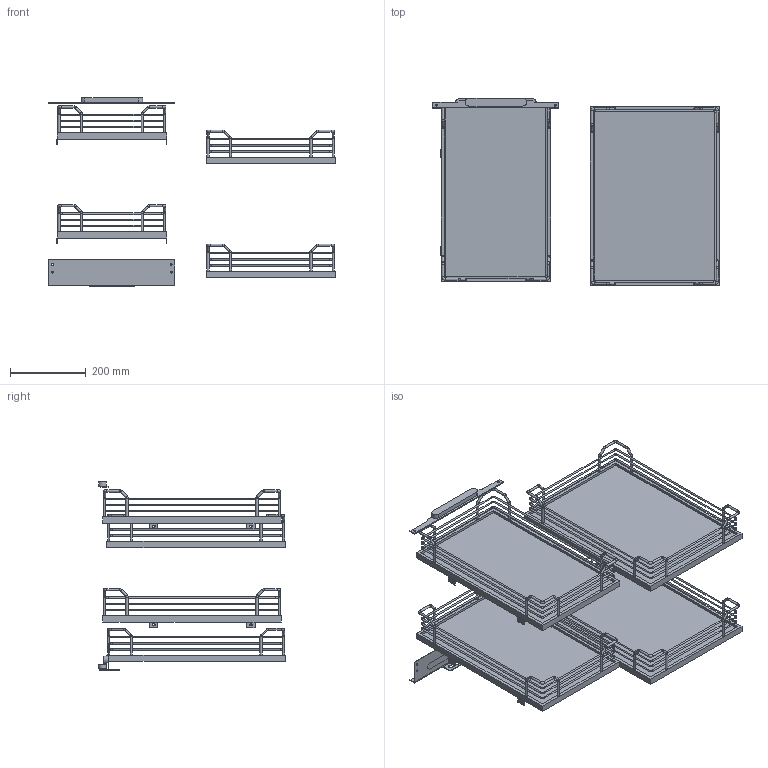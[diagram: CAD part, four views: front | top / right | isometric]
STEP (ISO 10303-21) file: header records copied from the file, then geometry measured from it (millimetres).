
FILE_DESCRIPTION(/* description */ (''),/* implementation_level */ '2;1');
FILE_NAME(/* name */ '3D_300-0595-XX.sat.ipt.stp',/* time_stamp */ '2022-07-18T16:47:17+02:00',/* author */ (''),/* organization */ (''),/* preprocessor_version */ 'ST-DEVELOPER v18.1',/* originating_system */ 'Autodesk Inventor 2021',/* authorisation */ '');
FILE_SCHEMA (('CONFIG_CONTROL_DESIGN'));
Length unit declared in the file: millimetre
Products named in the file (1): 3D_300-0595-XX.sat
Bounding box: 754.05 x 491.9 x 495.5 mm (x, y, z)
Volume: 6797405.9 mm3; surface area: 1722977.1 mm2
Topology: 18 solids, 18 shells, 493 faces, 1566 edges, 1058 vertices
Faces by surface type: cylinder 210, plane 155, torus 128
Full cylindrical faces by diameter (mm): 4 x48, 5 x6, 6 x96
Entity records: 18041 total; most frequent: DIRECTION 3394, ORIENTED_EDGE 3132, CARTESIAN_POINT 3118, EDGE_CURVE 1566, AXIS2_PLACEMENT_3D 1334, VERTEX_POINT 1058, CIRCLE 840, LINE 726
